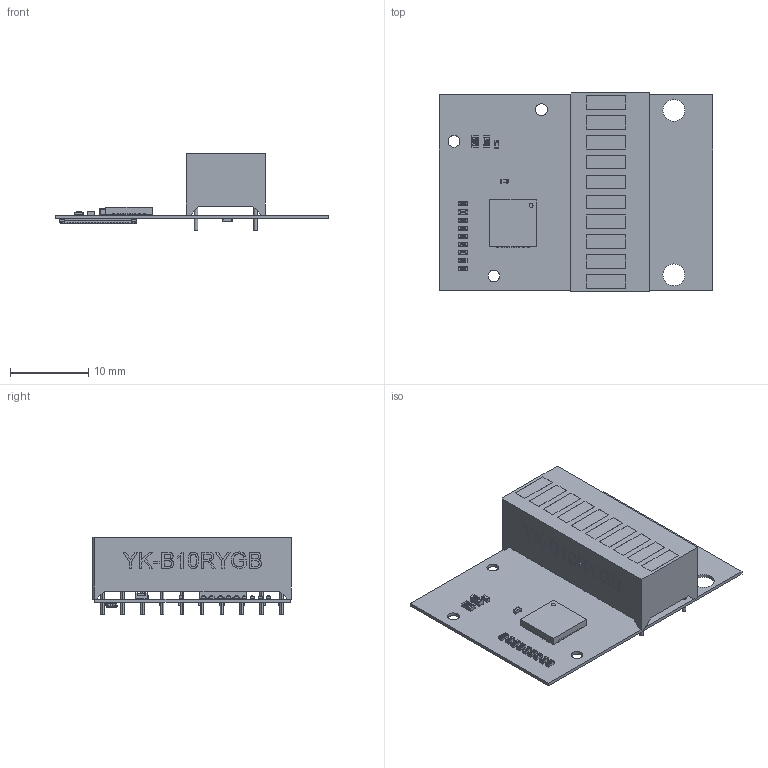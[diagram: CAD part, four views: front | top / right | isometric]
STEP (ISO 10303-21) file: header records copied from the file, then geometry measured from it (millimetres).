
FILE_DESCRIPTION(('Open CASCADE Model'),'2;1');
FILE_NAME('Open CASCADE Shape Model','2021-07-14T16:39:43',('Author'),( 'Open CASCADE'),'Open CASCADE STEP processor 6.8','Open CASCADE 6.8' ,'Unknown');
FILE_SCHEMA(('AUTOMOTIVE_DESIGN { 1 0 10303 214 1 1 1 1 }'));
Length unit declared in the file: millimetre
Products named in the file (36): PCB; Board; Open CASCADE STEP translator 6.8 1.1.1; J1; axe640124; C3; C0402; U1; QFN_28-Pin_0_65mm_Pitch; R20; RES_1005-0402; R11; RES1608; LED1; 10_Segment_Bar_Graph_MultiColor_Array; R19; R18; R17; R16; R15; R14; R13; R12; R10; R9; R8; R7; R6; R5; R4; R3; R2; R1; C2; 0603_1608; C1
Assembly tree (54 placements, depth 3):
  PCB
    Board
      Open CASCADE STEP translator 6.8 1.1.1
    J1
      axe640124
    C3
      C0402
    U1
      QFN_28-Pin_0_65mm_Pitch
    R20
      RES_1005-0402
    R11
      RES1608
    LED1
      10_Segment_Bar_Graph_MultiColor_Array
    R19
      RES_1005-0402
    R18
      RES_1005-0402
    R17
      RES_1005-0402
    R16
      RES_1005-0402
    R15
      RES_1005-0402
    R14
      RES_1005-0402
    R13
      RES_1005-0402
    R12
      RES_1005-0402
    R10
      RES_1005-0402
    R9
      RES_1005-0402
    R8
      RES_1005-0402
    R7
      RES_1005-0402
    R6
      RES_1005-0402
    R5
      RES_1005-0402
    R4
      RES_1005-0402
    R3
      RES_1005-0402
    R2
      RES_1005-0402
    R1
      RES_1005-0402
    C2
      0603_1608
    C1
      C0402
Bounding box: 34.98 x 25.4 x 9.92 mm (x, y, z)
Volume: 1962.2 mm3; surface area: 3281.6 mm2
Topology: 114 solids, 114 shells, 3533 faces, 8932 edges, 5778 vertices
Faces by surface type: plane 2333, bspline 840, cylinder 316, sphere 36, cone 4, torus 4
Full cylindrical faces by diameter (mm): 0.7 x20, 1.5 x3, 2.8 x2
Entity records: 67416 total; most frequent: CARTESIAN_POINT 18715, ORIENTED_EDGE 9316, DIRECTION 7591, EDGE_CURVE 4658, LINE 3231, VECTOR 3231, VERTEX_POINT 2996, AXIS2_PLACEMENT_3D 2180
